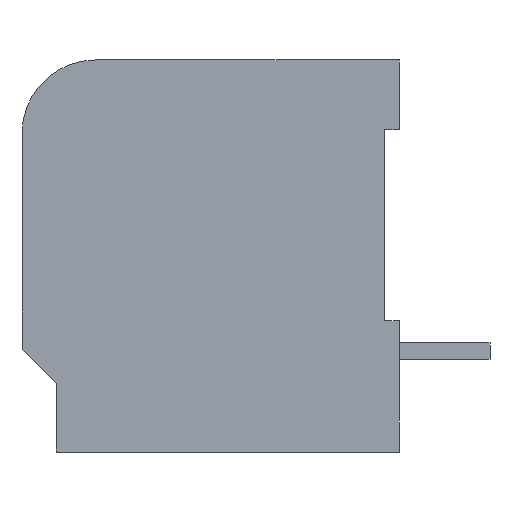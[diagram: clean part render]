
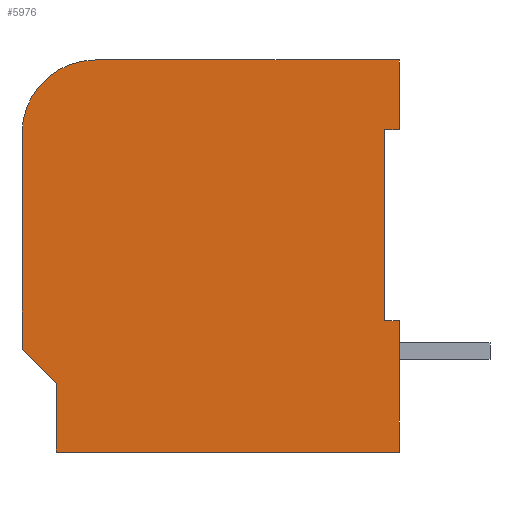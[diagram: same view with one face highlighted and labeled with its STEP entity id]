
A CAD part, left-side view. The second image highlights one B-rep face of the part: STEP entity #5976.
In plain terms, the highlighted planar face has unit normal (-1, 0, 0).
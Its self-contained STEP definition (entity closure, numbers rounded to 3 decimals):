
#13=DIRECTION('',(0.,0.,-1.));
#14=VECTOR('',#13,3.62);
#15=CARTESIAN_POINT('',(-23.152,0.,0.));
#16=LINE('',#15,#14);
#17=DIRECTION('',(0.,1.,0.));
#18=VECTOR('',#17,0.762);
#19=CARTESIAN_POINT('',(-23.152,0.,-3.62));
#20=LINE('',#19,#18);
#21=DIRECTION('',(0.,0.,-1.));
#22=VECTOR('',#21,9.906);
#23=CARTESIAN_POINT('',(-23.152,0.762,-3.62));
#24=LINE('',#23,#22);
#25=DIRECTION('',(0.,-1.,0.));
#26=VECTOR('',#25,0.762);
#27=CARTESIAN_POINT('',(-23.152,0.762,-13.526));
#28=LINE('',#27,#26);
#29=DIRECTION('',(0.,0.,-1.));
#30=VECTOR('',#29,6.795);
#31=CARTESIAN_POINT('',(-23.152,0.,-13.526));
#32=LINE('',#31,#30);
#33=DIRECTION('',(0.,0.,1.));
#34=VECTOR('',#33,3.556);
#35=CARTESIAN_POINT('',(-23.152,17.78,-20.32));
#36=LINE('',#35,#34);
#37=DIRECTION('',(0.,0.707,0.707));
#38=VECTOR('',#37,2.514);
#39=CARTESIAN_POINT('',(-23.152,17.78,-16.764));
#40=LINE('',#39,#38);
#41=DIRECTION('',(0.,0.,1.));
#42=VECTOR('',#41,11.176);
#43=CARTESIAN_POINT('',(-23.152,19.558,-14.986));
#44=LINE('',#43,#42);
#45=CARTESIAN_POINT('',(-23.152,15.748,-3.81));
#46=DIRECTION('',(1.,0.,0.));
#47=DIRECTION('',(0.,1.,0.));
#48=AXIS2_PLACEMENT_3D('',#45,#46,#47);
#150=DIRECTION('',(0.,1.,0.));
#151=VECTOR('',#150,15.748);
#152=CARTESIAN_POINT('',(-23.152,0.,0.));
#153=LINE('',#152,#151);
#610=DIRECTION('',(0.,-1.,0.));
#611=VECTOR('',#610,17.78);
#612=CARTESIAN_POINT('',(-23.152,17.78,-20.32));
#613=LINE('',#612,#611);
#4495=CARTESIAN_POINT('',(-23.152,0.,0.));
#4496=CARTESIAN_POINT('',(-23.152,0.,-3.62));
#4497=VERTEX_POINT('',#4495);
#4498=VERTEX_POINT('',#4496);
#4499=CARTESIAN_POINT('',(-23.152,0.762,-3.62));
#4500=VERTEX_POINT('',#4499);
#4501=CARTESIAN_POINT('',(-23.152,0.762,-13.526));
#4502=VERTEX_POINT('',#4501);
#4503=CARTESIAN_POINT('',(-23.152,0.,-13.526));
#4504=VERTEX_POINT('',#4503);
#4505=CARTESIAN_POINT('',(-23.152,0.,-20.32));
#4506=VERTEX_POINT('',#4505);
#4507=CARTESIAN_POINT('',(-23.152,17.78,-20.32));
#4508=CARTESIAN_POINT('',(-23.152,17.78,-16.764));
#4509=VERTEX_POINT('',#4507);
#4510=VERTEX_POINT('',#4508);
#4511=CARTESIAN_POINT('',(-23.152,19.558,-14.986));
#4512=VERTEX_POINT('',#4511);
#4513=CARTESIAN_POINT('',(-23.152,19.558,-3.81));
#4514=VERTEX_POINT('',#4513);
#4515=CARTESIAN_POINT('',(-23.152,15.748,0.));
#4516=VERTEX_POINT('',#4515);
#5947=CARTESIAN_POINT('',(-23.152,0.,0.));
#5948=DIRECTION('',(1.,0.,0.));
#5949=DIRECTION('',(0.,0.,-1.));
#5950=AXIS2_PLACEMENT_3D('',#5947,#5948,#5949);
#5951=PLANE('',#5950);
#5953=ORIENTED_EDGE('',*,*,#5952,.T.);
#5955=ORIENTED_EDGE('',*,*,#5954,.T.);
#5957=ORIENTED_EDGE('',*,*,#5956,.T.);
#5959=ORIENTED_EDGE('',*,*,#5958,.T.);
#5961=ORIENTED_EDGE('',*,*,#5960,.T.);
#5963=ORIENTED_EDGE('',*,*,#5962,.F.);
#5965=ORIENTED_EDGE('',*,*,#5964,.T.);
#5967=ORIENTED_EDGE('',*,*,#5966,.T.);
#5969=ORIENTED_EDGE('',*,*,#5968,.T.);
#5971=ORIENTED_EDGE('',*,*,#5970,.T.);
#5973=ORIENTED_EDGE('',*,*,#5972,.F.);
#5974=EDGE_LOOP('',(#5953,#5955,#5957,#5959,#5961,#5963,#5965,#5967,#5969,#5971,
#5973));
#5975=FACE_OUTER_BOUND('',#5974,.F.);
#49=CIRCLE('',#48,3.81);
#5952=EDGE_CURVE('',#4497,#4498,#16,.T.);
#5954=EDGE_CURVE('',#4498,#4500,#20,.T.);
#5956=EDGE_CURVE('',#4500,#4502,#24,.T.);
#5958=EDGE_CURVE('',#4502,#4504,#28,.T.);
#5960=EDGE_CURVE('',#4504,#4506,#32,.T.);
#5962=EDGE_CURVE('',#4509,#4506,#613,.T.);
#5964=EDGE_CURVE('',#4509,#4510,#36,.T.);
#5966=EDGE_CURVE('',#4510,#4512,#40,.T.);
#5968=EDGE_CURVE('',#4512,#4514,#44,.T.);
#5970=EDGE_CURVE('',#4514,#4516,#49,.T.);
#5972=EDGE_CURVE('',#4497,#4516,#153,.T.);
#5976=ADVANCED_FACE('',(#5975),#5951,.F.);
